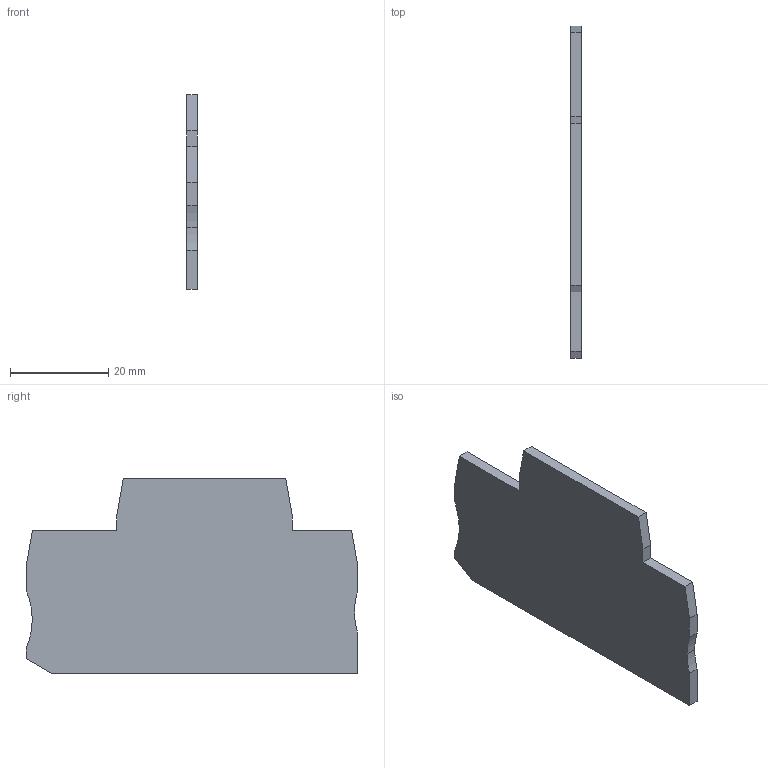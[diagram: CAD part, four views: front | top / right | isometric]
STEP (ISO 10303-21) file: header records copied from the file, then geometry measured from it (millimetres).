
FILE_DESCRIPTION(('STEP AP214'),'1');
FILE_NAME('cctmp_BC887EB4-D3DF-474A-9B76-B0EB51C1ACAC_2023_07_24_21_50_59_0341..stp','2023-07-24T19:50:59',('SIEMENS A&D'),('CADClick - www.CADClick.com'),'Spatial InterOp 3D postprocessed',' ','unknown authorization');
FILE_SCHEMA(('AUTOMOTIVE_DESIGN'));
Length unit declared in the file: millimetre
Products named in the file (1): 2023_07_24_21_50_59_0341
Bounding box: 2.2 x 67.55 x 39.65 mm (x, y, z)
Volume: 5058.3 mm3; surface area: 5056 mm2
Topology: 1 solids, 1 shells, 21 faces, 57 edges, 38 vertices
Faces by surface type: plane 17, cylinder 4
Entity records: 746 total; most frequent: CARTESIAN_POINT 117, ORIENTED_EDGE 114, DIRECTION 109, EDGE_CURVE 57, LINE 49, VECTOR 49, VERTEX_POINT 38, AXIS2_PLACEMENT_3D 30
